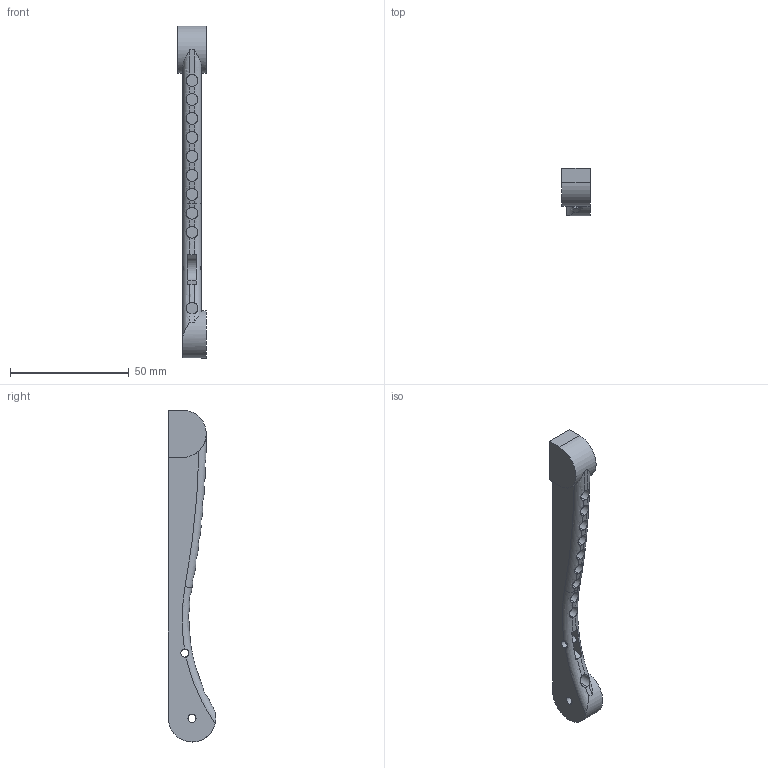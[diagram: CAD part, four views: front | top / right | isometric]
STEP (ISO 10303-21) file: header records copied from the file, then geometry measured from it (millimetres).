
FILE_DESCRIPTION (( 'STEP AP214' ), '1' );
FILE_NAME ('Hammer.STEP', '2020-12-15T00:07:01', ( '' ), ( '' ), 'SwSTEP 2.0', 'SolidWorks 2020', '' );
FILE_SCHEMA (( 'AUTOMOTIVE_DESIGN' ));
Length unit declared in the file: millimetre
Products named in the file (1): Hammer
Bounding box: 12 x 20 x 140 mm (x, y, z)
Volume: 12272.4 mm3; surface area: 8886.5 mm2
Topology: 1 solids, 1 shells, 78 faces, 229 edges, 152 vertices
Faces by surface type: cylinder 45, plane 29, torus 4
Entity records: 3329 total; most frequent: CARTESIAN_POINT 1266, ORIENTED_EDGE 458, DIRECTION 399, EDGE_CURVE 229, AXIS2_PLACEMENT_3D 163, VERTEX_POINT 152, CIRCLE 84, EDGE_LOOP 83
